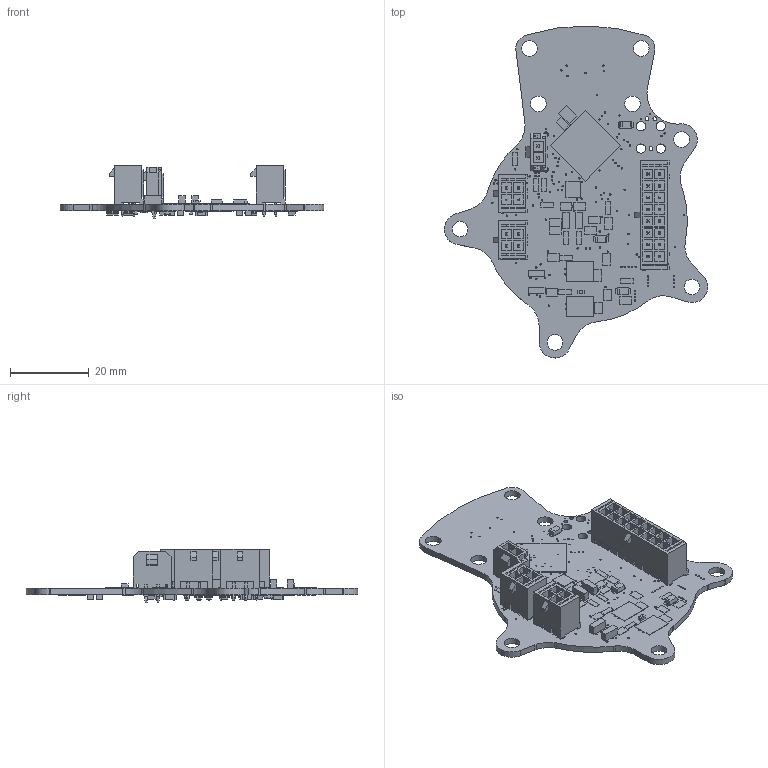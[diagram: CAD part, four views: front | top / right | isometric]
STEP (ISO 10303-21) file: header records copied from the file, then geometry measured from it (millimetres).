
FILE_DESCRIPTION(/* description */ (''),/* implementation_level */ '2;1');
FILE_NAME(/* name */ 'AEV ENCODER 0.0.1 201219.step',/* time_stamp */ '2020-12-19T17:00:24-08:00',/* author */ (''),/* organization */ (''),/* preprocessor_version */ 'ST-DEVELOPER v18.1',/* originating_system */ 'Autodesk Translation Framework v9.7.0.1280',/* authorisation */ '');
FILE_SCHEMA (('AUTOMOTIVE_DESIGN { 1 0 10303 214 3 1 1 }'));
Length unit declared in the file: millimetre
Products named in the file (34): On Axis Encoder; Board; Packages; ICM-20648; D0008A_N; PG-DSO-8; SOT-23_3L_ONS; SJ_2; LQFP64_STMLIB; CRY3225-4; SO-8_S_LIT; C0603 (2); FUSC1608X60N; SODFL3718X115; SOT23; C0603; C1206; R0603 (1); SOT323-3_NFET; MS5541C; SMC; 66200211122; 66200211122 (1); 6620xx11122_PIN; 66200421122; 66200421122 (1); 6620xx21122_PIN; 66201621122; 66201621122 (1); 6620xx21122_PIN (1); 6620xx21122_PIN2; CHIPLED_0805; R0603; C0603 (1)
Assembly tree (159 placements, depth 4):
  On Axis Encoder
    Board
    Packages
      ICM-20648
      SODFL3718X115  x5
      D0008A_N  x2
      PG-DSO-8
      SOT-23_3L_ONS
      SOT23  x5
      SJ_2  x4
      LQFP64_STMLIB
      CRY3225-4
      C0603  x31
      C1206  x7
      FUSC1608X60N  x3
      SO-8_S_LIT
      C0603 (2)  x3
      R0603 (1)  x42
      SOT323-3_NFET  x2
      MS5541C
      SMC  x2
      66200211122
        66200211122 (1)
        6620xx11122_PIN  x2
      66200421122  x2
        66200421122 (1)
        6620xx21122_PIN
      66201621122
        66201621122 (1)
        6620xx21122_PIN (1)  x8
        6620xx21122_PIN2  x8
      CHIPLED_0805  x10
      R0603  x4
      C0603 (1)
Bounding box: 67.05 x 84.54 x 13.56 mm (x, y, z)
Volume: 7649.7 mm3; surface area: 15570.5 mm2
Topology: 124 solids, 124 shells, 2980 faces, 7662 edges, 4918 vertices
Faces by surface type: plane 2389, cylinder 521, sphere 64, cone 6
Full cylindrical faces by diameter (mm): 0.35 x153, 0.65 x6, 1.02 x26, 2.375 x4, 4 x8
Entity records: 47999 total; most frequent: CARTESIAN_POINT 8101, ORIENTED_EDGE 7868, DIRECTION 7750, EDGE_CURVE 3934, LINE 3296, VECTOR 3296, VERTEX_POINT 2578, AXIS2_PLACEMENT_3D 2227
